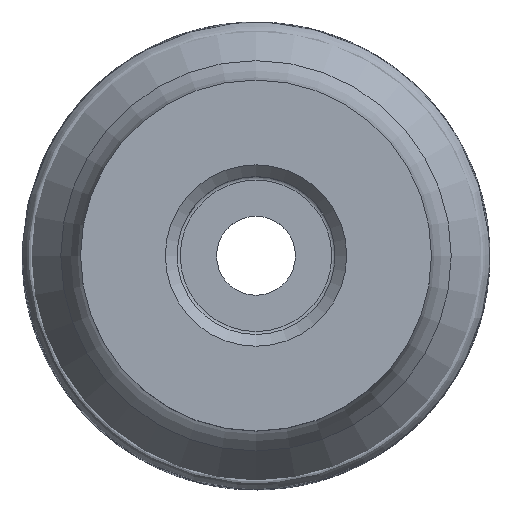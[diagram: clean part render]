
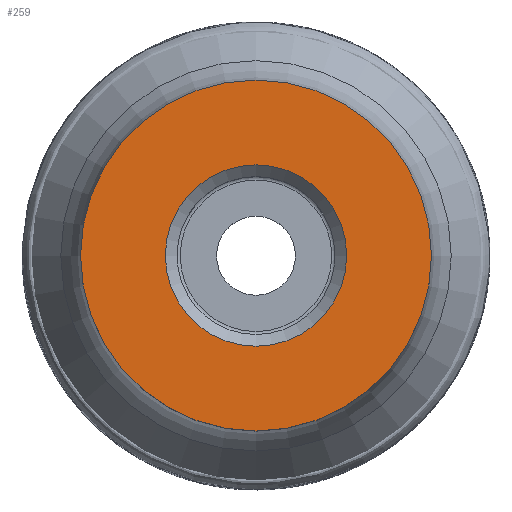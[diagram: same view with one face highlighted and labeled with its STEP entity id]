
A CAD part, top view. The second image highlights one B-rep face of the part: STEP entity #259.
In plain terms, the highlighted planar face has unit normal (0, 0, 1).
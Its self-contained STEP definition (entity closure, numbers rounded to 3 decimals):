
#100=PLANE('',#545);
#107=EDGE_LOOP('',(#153));
#108=EDGE_LOOP('',(#154));
#153=ORIENTED_EDGE('',*,*,#199,.T.);
#154=ORIENTED_EDGE('',*,*,#200,.F.);
#199=EDGE_CURVE('',#333,#333,#222,.T.);
#200=EDGE_CURVE('',#334,#334,#223,.T.);
#222=CIRCLE('',#543,15.5);
#223=CIRCLE('',#544,30.);
#259=ADVANCED_FACE('',(#285,#286),#100,.T.);
#285=FACE_BOUND('',#107,.T.);
#286=FACE_BOUND('',#108,.T.);
#333=VERTEX_POINT('',#12799);
#334=VERTEX_POINT('',#12801);
#543=AXIS2_PLACEMENT_3D('',#12798,#625,#626);
#544=AXIS2_PLACEMENT_3D('',#12800,#627,#628);
#545=AXIS2_PLACEMENT_3D('',#12802,#629,#630);
#625=DIRECTION('',(0.,0.,-1.));
#626=DIRECTION('',(0.,-1.,0.));
#627=DIRECTION('',(0.,0.,-1.));
#628=DIRECTION('',(1.,0.,0.));
#629=DIRECTION('',(0.,0.,1.));
#630=DIRECTION('',(1.,0.,0.));
#12798=CARTESIAN_POINT('',(0.,0.,0.));
#12799=CARTESIAN_POINT('',(0.,-15.5,0.));
#12800=CARTESIAN_POINT('',(0.,0.,0.));
#12801=CARTESIAN_POINT('',(30.,0.,0.));
#12802=CARTESIAN_POINT('',(0.,30.,0.));
